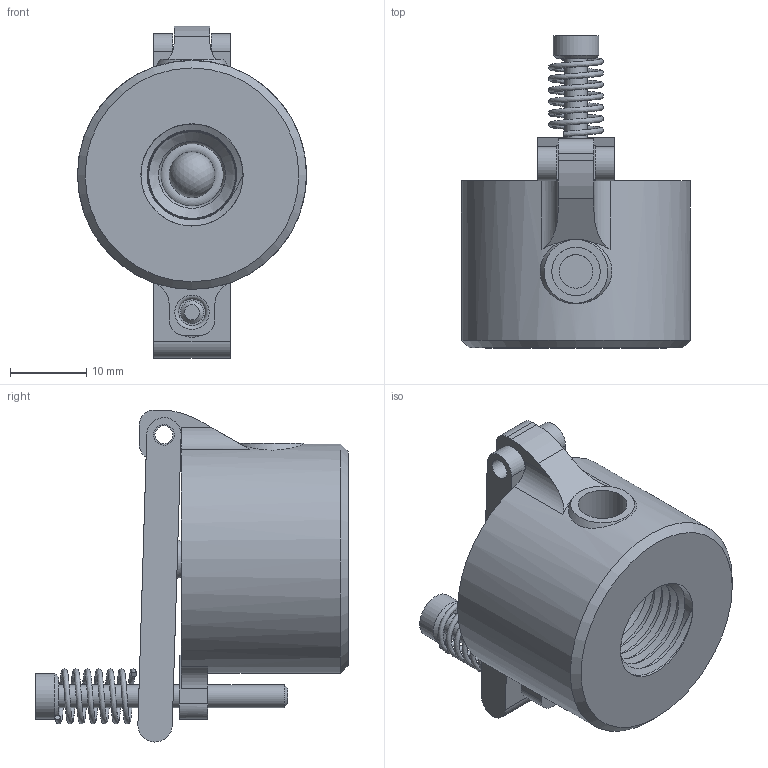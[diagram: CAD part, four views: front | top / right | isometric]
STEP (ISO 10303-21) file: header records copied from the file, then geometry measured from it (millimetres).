
FILE_DESCRIPTION(/* description */ (''),/* implementation_level */ '2;1');
FILE_NAME(/* name */ 'Regulator.stp',/* time_stamp */ '2021-05-30T10:54:23-04:00',/* author */ ('DDeGo'),/* organization */ (''),/* preprocessor_version */ 'ST-DEVELOPER v18',/* originating_system */ 'Autodesk Inventor 2020',/* authorisation */ '');
FILE_SCHEMA (('AUTOMOTIVE_DESIGN { 1 0 10303 214 3 1 1 }'));
Length unit declared in the file: millimetre
Products named in the file (10): Regulator; RegulatorBody; RegulatorValve; 6mm bb; oring_4x8; RegulatorRubberSheet; RegulatorHinge; M3x30 SHCS; Spring; RegulatorBaffleCap
Assembly tree (9 placements, depth 2):
  Regulator
    RegulatorBody
    RegulatorValve
    6mm bb
    oring_4x8
    RegulatorRubberSheet
    RegulatorHinge
    M3x30 SHCS
    Spring
    RegulatorBaffleCap
Bounding box: 30 x 40.89 x 43.48 mm (x, y, z)
Volume: 14454 mm3; surface area: 9636.6 mm2
Topology: 9 solids, 9 shells, 137 faces, 373 edges, 253 vertices
Faces by surface type: plane 59, cylinder 39, cone 21, torus 10, bspline 5, sphere 3
Full cylindrical faces by diameter (mm): 2 x1, 2.35 x1, 2.7 x2, 3 x1, 3.5 x1, 4.4 x1, 6 x1, 6.35 x1, 8.2 x1, 20 x1, 20.85 x1, 25.85 x1, 26 x1, 30 x1
Entity records: 7794 total; most frequent: CARTESIAN_POINT 3878, DIRECTION 751, ORIENTED_EDGE 744, EDGE_CURVE 372, AXIS2_PLACEMENT_3D 305, VERTEX_POINT 253, EDGE_LOOP 156, CIRCLE 148
